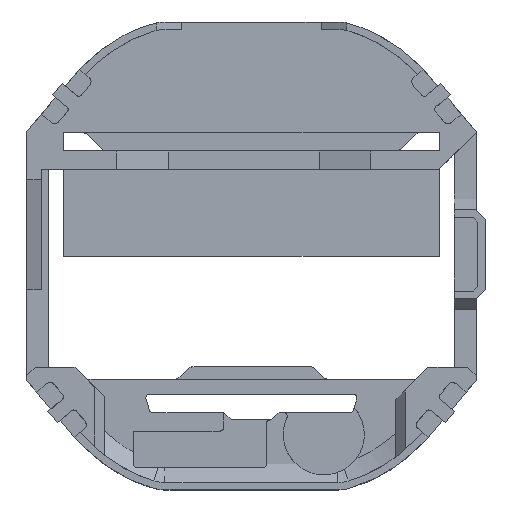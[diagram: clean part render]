
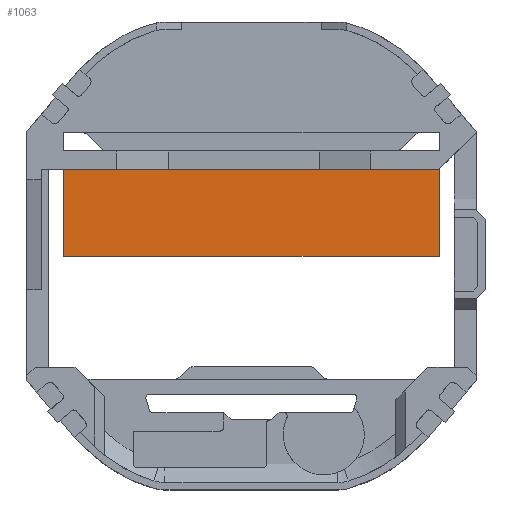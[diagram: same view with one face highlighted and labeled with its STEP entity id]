
A CAD part, top view. The second image highlights one B-rep face of the part: STEP entity #1063.
In plain terms, the highlighted free-form (B-spline) face has degree [1, 1] with [2, 2] control points.
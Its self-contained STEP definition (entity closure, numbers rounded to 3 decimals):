
#943 = EDGE_CURVE('',#944,#946,#948,.T.);
#944 = VERTEX_POINT('',#945);
#945 = CARTESIAN_POINT('',(10.436,5.116,1.688
    ));
#946 = VERTEX_POINT('',#947);
#947 = CARTESIAN_POINT('',(-10.436,5.116,1.688
    ));
#948 = B_SPLINE_CURVE_WITH_KNOTS('',1,(#949,#950),.UNSPECIFIED.,.F.,.F.,
  (2,2),(0.,20.4),.PIECEWISE_BEZIER_KNOTS.);
#949 = CARTESIAN_POINT('',(10.436,5.116,1.688
    ));
#950 = CARTESIAN_POINT('',(-10.436,5.116,1.688
    ));
#979 = EDGE_CURVE('',#980,#944,#982,.T.);
#980 = VERTEX_POINT('',#981);
#981 = CARTESIAN_POINT('',(10.436,0.,1.688));
#982 = B_SPLINE_CURVE_WITH_KNOTS('',1,(#983,#984),.UNSPECIFIED.,.F.,.F.,
  (2,2),(0.,5.),.PIECEWISE_BEZIER_KNOTS.);
#983 = CARTESIAN_POINT('',(10.436,0.,1.688));
#984 = CARTESIAN_POINT('',(10.436,5.116,1.688
    ));
#1007 = EDGE_CURVE('',#1008,#980,#1010,.T.);
#1008 = VERTEX_POINT('',#1009);
#1009 = CARTESIAN_POINT('',(-10.436,0.,1.688));
#1010 = B_SPLINE_CURVE_WITH_KNOTS('',1,(#1011,#1012),.UNSPECIFIED.,.F.,
  .F.,(2,2),(0.,20.4),.PIECEWISE_BEZIER_KNOTS.);
#1011 = CARTESIAN_POINT('',(-10.436,0.,1.688));
#1012 = CARTESIAN_POINT('',(10.436,0.,1.688));
#1035 = EDGE_CURVE('',#946,#1008,#1036,.T.);
#1036 = B_SPLINE_CURVE_WITH_KNOTS('',1,(#1037,#1038),.UNSPECIFIED.,.F.,
  .F.,(2,2),(0.,5.),.PIECEWISE_BEZIER_KNOTS.);
#1037 = CARTESIAN_POINT('',(-10.436,5.116,
    1.688));
#1038 = CARTESIAN_POINT('',(-10.436,0.,1.688));
#1063 = ADVANCED_FACE('',(#1064),#1070,.F.);
#1064 = FACE_BOUND('',#1065,.T.);
#1065 = EDGE_LOOP('',(#1066,#1067,#1068,#1069));
#1066 = ORIENTED_EDGE('',*,*,#943,.T.);
#1067 = ORIENTED_EDGE('',*,*,#1035,.T.);
#1068 = ORIENTED_EDGE('',*,*,#1007,.T.);
#1069 = ORIENTED_EDGE('',*,*,#979,.T.);
#1070 = B_SPLINE_SURFACE_WITH_KNOTS('',1,1,(
    (#1071,#1072)
    ,(#1073,#1074
    )),.UNSPECIFIED.,.F.,.F.,.F.,(2,2),(2,2),(-10.2,10.2),(0.,5.),
  .PIECEWISE_BEZIER_KNOTS.);
#1071 = CARTESIAN_POINT('',(10.436,0.,1.688));
#1072 = CARTESIAN_POINT('',(10.436,5.116,
    1.688));
#1073 = CARTESIAN_POINT('',(-10.436,0.,1.688));
#1074 = CARTESIAN_POINT('',(-10.436,5.116,
    1.688));
